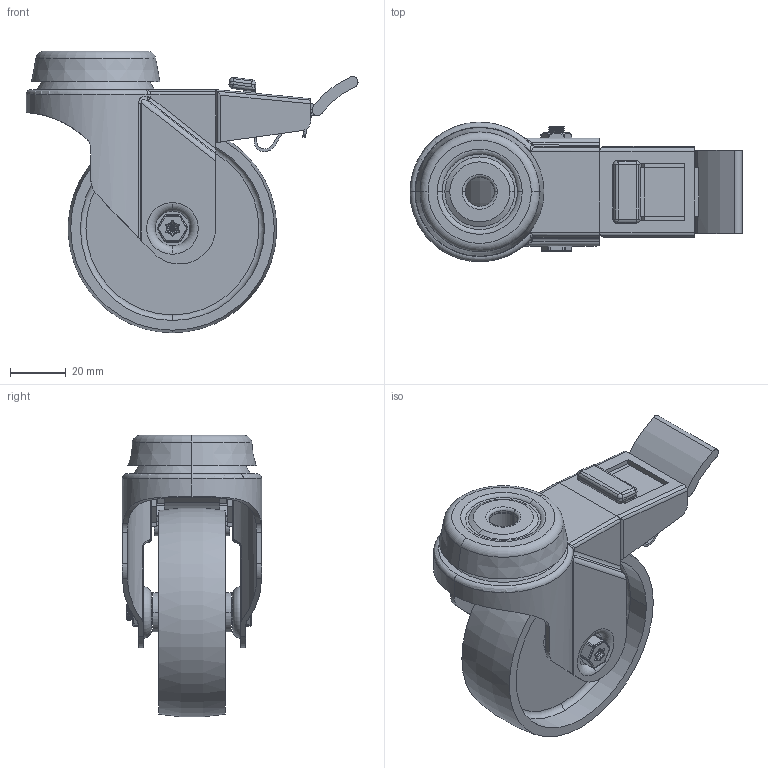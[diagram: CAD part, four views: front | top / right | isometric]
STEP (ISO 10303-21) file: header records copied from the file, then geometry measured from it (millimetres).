
FILE_DESCRIPTION(('STEP AP203'),'1');
FILE_NAME('BZRA75PLBH10SWB.STEP','2023-05-30T15:56:45',(' '),(' '),'Spatial InterOp 3D',' ',' ');
FILE_SCHEMA(('CONFIG_CONTROL_DESIGN'));
Length unit declared in the file: metre
Products named in the file (15): BZRA75ASBH10SWB; ZINC PLATED PRESSED STEEL HEAD; ZINC PLATED PRESSED STEEL FORKS; ZINC PLATED PRESSED STEEL BRAKE; NYLON BRAKE PEDAL; BRAKE PAD; BZRA75PLBH10SWB; BZA75WPL; POLYPROPYLENE WHEEL; TUBEM8X30; ZINC PLATED AXLE TUBE; BOLTBZRA6MM; ZINC PLATED AXLE BOLT; NM6GR8HALFGR8; ZINC PLATED LOCKING NUT
Assembly tree (14 placements, depth 3):
  BZRA75PLBH10SWB
    BZRA75ASBH10SWB
      ZINC PLATED PRESSED STEEL HEAD
      ZINC PLATED PRESSED STEEL FORKS
      ZINC PLATED PRESSED STEEL BRAKE
      NYLON BRAKE PEDAL
      BRAKE PAD
    BZA75WPL
      POLYPROPYLENE WHEEL
    TUBEM8X30
      ZINC PLATED AXLE TUBE
    BOLTBZRA6MM
      ZINC PLATED AXLE BOLT
    NM6GR8HALFGR8
      ZINC PLATED LOCKING NUT
Bounding box: 119 x 50 x 100.89 mm (x, y, z)
Volume: 77687.5 mm3; surface area: 60571.8 mm2
Topology: 9 solids, 9 shells, 627 faces, 1638 edges, 1034 vertices
Faces by surface type: cylinder 259, plane 206, torus 72, bspline 44, cone 36, sphere 10
Entity records: 40105 total; most frequent: CARTESIAN_POINT 23895, DIRECTION 3323, ORIENTED_EDGE 3252, EDGE_CURVE 1626, AXIS2_PLACEMENT_3D 1302, VERTEX_POINT 1034, LINE 719, VECTOR 719
